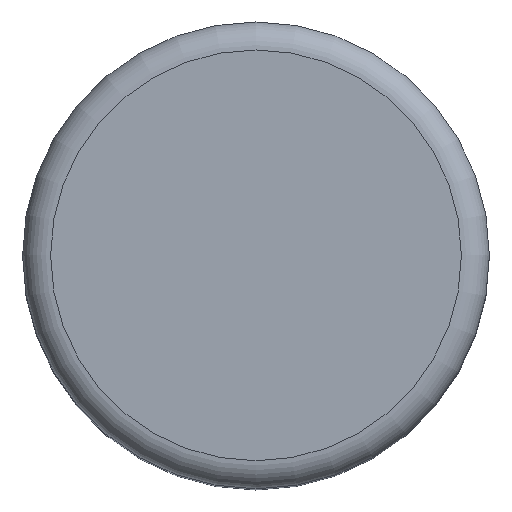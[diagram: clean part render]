
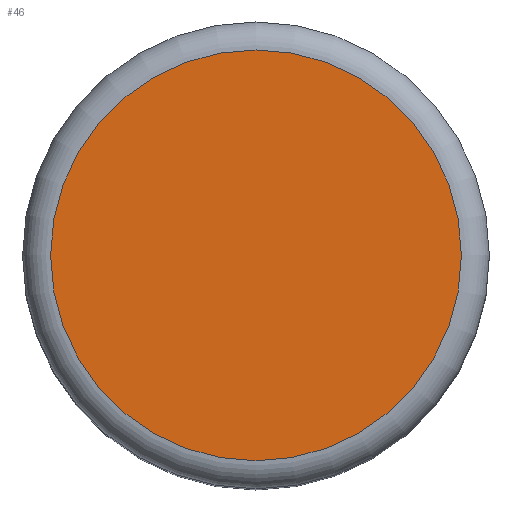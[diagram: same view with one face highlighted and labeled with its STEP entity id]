
A CAD part, top view. The second image highlights one B-rep face of the part: STEP entity #46.
In plain terms, the highlighted planar face has unit normal (0, 0, 1).
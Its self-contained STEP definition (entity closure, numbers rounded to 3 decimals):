
#46 = ADVANCED_FACE( '', ( #95 ), #96, .F. );
#95 = FACE_OUTER_BOUND( '', #141, .T. );
#96 = PLANE( '', #142 );
#141 = EDGE_LOOP( '', ( #193 ) );
#142 = AXIS2_PLACEMENT_3D( '', #194, #195, #196 );
#193 = ORIENTED_EDGE( '', *, *, #222, .T. );
#194 = CARTESIAN_POINT( '', ( 12.5, 0., 32.5 ) );
#195 = DIRECTION( '', ( 0., 0., -1. ) );
#196 = DIRECTION( '', ( -1., 0., 0. ) );
#222 = EDGE_CURVE( '', #246, #246, #247, .F. );
#246 = VERTEX_POINT( '', #274 );
#247 = CIRCLE( '', #275, 11. );
#274 = CARTESIAN_POINT( '', ( -11., 0., 32.5 ) );
#275 = AXIS2_PLACEMENT_3D( '', #303, #304, #305 );
#303 = CARTESIAN_POINT( '', ( 0., 0., 32.5 ) );
#304 = DIRECTION( '', ( 0., 0., -1. ) );
#305 = DIRECTION( '', ( -1., 0., 0. ) );
